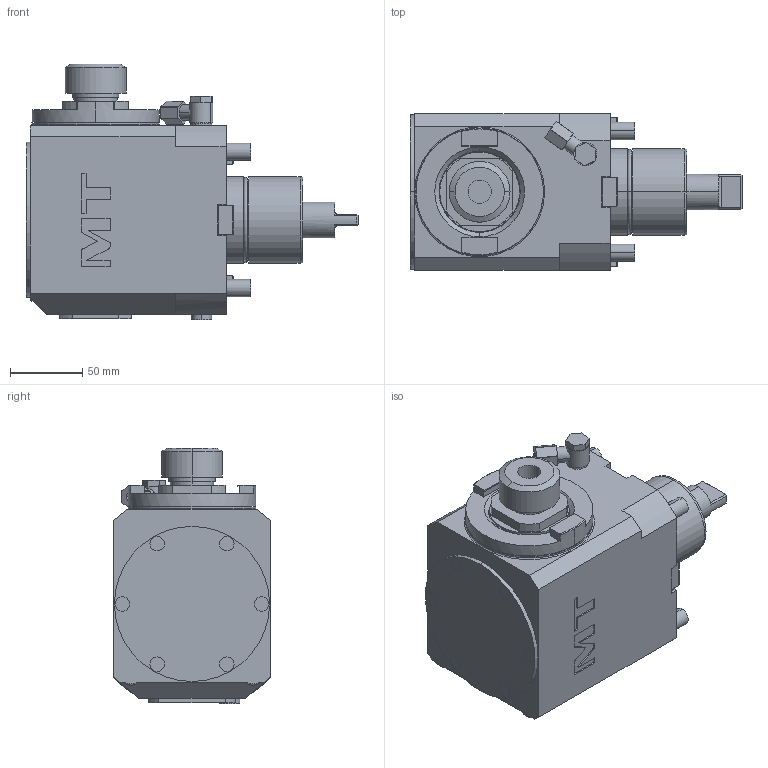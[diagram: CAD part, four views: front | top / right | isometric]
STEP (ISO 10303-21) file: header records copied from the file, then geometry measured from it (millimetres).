
FILE_DESCRIPTION((''),'2;1');
FILE_NAME('GDW0180525_CONF','2024-12-17T17:47:29',('fpalella'),('M.T. srl'),'CREO PARAMETRIC BY PTC INC, 2023352','CREO PARAMETRIC BY PTC INC, 2023352','');
FILE_SCHEMA(('CONFIG_CONTROL_DESIGN'));
Length unit declared in the file: millimetre
Products named in the file (1): GDW0180525_CONF
Bounding box: 229.05 x 108 x 176.56 mm (x, y, z)
Volume: 2158079.3 mm3; surface area: 130388.8 mm2
Topology: 1 solids, 1 shells, 393 faces, 990 edges, 632 vertices
Faces by surface type: plane 249, cylinder 116, cone 14, torus 10, extrusion 4
Entity records: 12106 total; most frequent: CARTESIAN_POINT 2419, DIRECTION 2027, ORIENTED_EDGE 1980, EDGE_CURVE 990, AXIS2_PLACEMENT_3D 679, VECTOR 669, LINE 665, VERTEX_POINT 632
